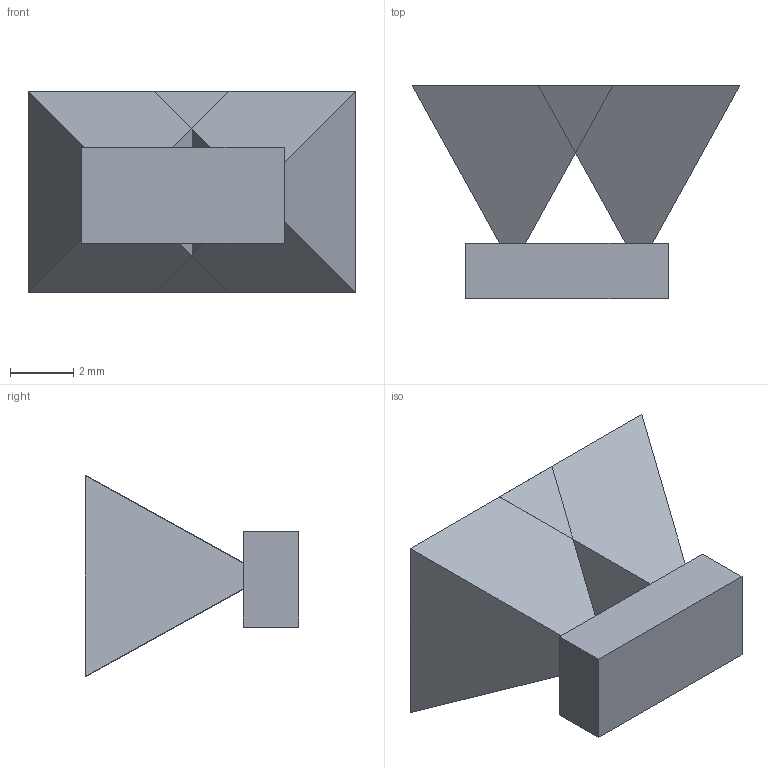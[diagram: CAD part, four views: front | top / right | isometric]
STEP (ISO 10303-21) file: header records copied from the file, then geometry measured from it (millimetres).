
FILE_DESCRIPTION (( 'STEP AP214' ), '1' );
FILE_NAME ('VL53L8CX_exclusion_r1.STEP', '2023-11-02T01:52:04', ( '' ), ( '' ), 'SwSTEP 2.0', 'SolidWorks 2017', '' );
FILE_SCHEMA (( 'AUTOMOTIVE_DESIGN' ));
Length unit declared in the file: millimetre
Products named in the file (1): VL53L8CX_exclusion_r1
Bounding box: 10.36 x 6.75 x 6.38 mm (x, y, z)
Volume: 188.3 mm3; surface area: 324.1 mm2
Topology: 3 solids, 3 shells, 29 faces, 58 edges, 38 vertices
Faces by surface type: plane 27, cylinder 2
Entity records: 1111 total; most frequent: CARTESIAN_POINT 126, DIRECTION 122, ORIENTED_EDGE 116, EDGE_CURVE 58, LINE 54, VECTOR 54, VERTEX_POINT 38, UNCERTAINTY_MEASURE_WITH_UNIT 34
